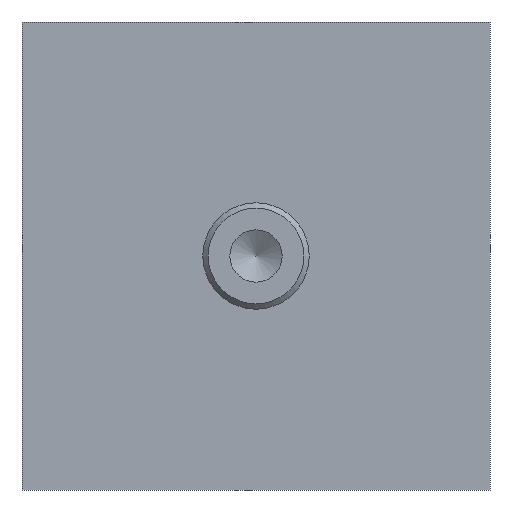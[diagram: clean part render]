
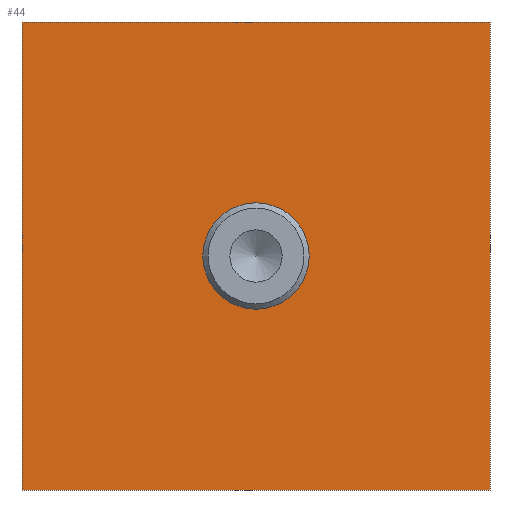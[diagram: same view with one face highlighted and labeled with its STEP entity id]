
A CAD part, front view. The second image highlights one B-rep face of the part: STEP entity #44.
In plain terms, the highlighted planar face has unit normal (0, -1, 0).
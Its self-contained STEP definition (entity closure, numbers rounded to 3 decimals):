
#44 = ADVANCED_FACE( '', ( #92, #93 ), #94, .F. );
#92 = FACE_BOUND( '', #142, .T. );
#93 = FACE_OUTER_BOUND( '', #143, .T. );
#94 = PLANE( '', #144 );
#142 = EDGE_LOOP( '', ( #197 ) );
#143 = EDGE_LOOP( '', ( #198, #199, #200, #201 ) );
#144 = AXIS2_PLACEMENT_3D( '', #202, #203, #204 );
#197 = ORIENTED_EDGE( '', *, *, #257, .T. );
#198 = ORIENTED_EDGE( '', *, *, #269, .F. );
#199 = ORIENTED_EDGE( '', *, *, #270, .F. );
#200 = ORIENTED_EDGE( '', *, *, #271, .F. );
#201 = ORIENTED_EDGE( '', *, *, #259, .F. );
#202 = CARTESIAN_POINT( '', ( -22., 0., 22. ) );
#203 = DIRECTION( '', ( 0., 1., 0. ) );
#204 = DIRECTION( '', ( 0., 0., 1. ) );
#257 = EDGE_CURVE( '', #289, #289, #290, .T. );
#259 = EDGE_CURVE( '', #292, #293, #294, .T. );
#269 = EDGE_CURVE( '', #307, #292, #308, .T. );
#270 = EDGE_CURVE( '', #309, #307, #310, .T. );
#271 = EDGE_CURVE( '', #293, #309, #311, .T. );
#289 = VERTEX_POINT( '', #333 );
#290 = CIRCLE( '', #334, 5. );
#292 = VERTEX_POINT( '', #336 );
#293 = VERTEX_POINT( '', #337 );
#294 = LINE( '', #338, #339 );
#307 = VERTEX_POINT( '', #355 );
#308 = LINE( '', #356, #357 );
#309 = VERTEX_POINT( '', #358 );
#310 = LINE( '', #359, #360 );
#311 = LINE( '', #361, #362 );
#333 = CARTESIAN_POINT( '', ( 5., 0., 0. ) );
#334 = AXIS2_PLACEMENT_3D( '', #389, #390, #391 );
#336 = CARTESIAN_POINT( '', ( -22., 0., 22. ) );
#337 = CARTESIAN_POINT( '', ( 22., 0., 22. ) );
#338 = CARTESIAN_POINT( '', ( -22., 0., 22. ) );
#339 = VECTOR( '', #392, 1000. );
#355 = CARTESIAN_POINT( '', ( -22., 0., -22. ) );
#356 = CARTESIAN_POINT( '', ( -22., 0., -22. ) );
#357 = VECTOR( '', #402, 1000. );
#358 = CARTESIAN_POINT( '', ( 22., 0., -22. ) );
#359 = CARTESIAN_POINT( '', ( 22., 0., -22. ) );
#360 = VECTOR( '', #403, 1000. );
#361 = CARTESIAN_POINT( '', ( 22., 0., 22. ) );
#362 = VECTOR( '', #404, 1000. );
#389 = CARTESIAN_POINT( '', ( 0., 0., 0. ) );
#390 = DIRECTION( '', ( 0., 1., 0. ) );
#391 = DIRECTION( '', ( 1., 0., 0. ) );
#392 = DIRECTION( '', ( 1., 0., 0. ) );
#402 = DIRECTION( '', ( 0., 0., 1. ) );
#403 = DIRECTION( '', ( -1., 0., 0. ) );
#404 = DIRECTION( '', ( 0., 0., -1. ) );
